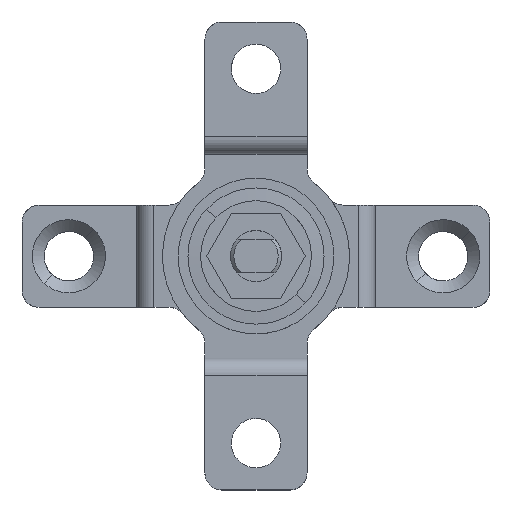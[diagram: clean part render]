
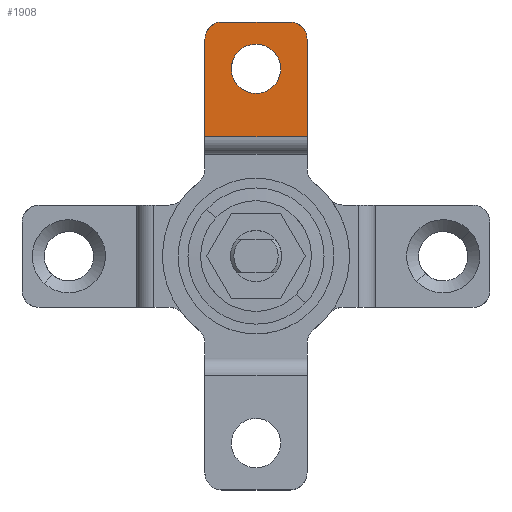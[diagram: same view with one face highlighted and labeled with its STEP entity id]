
A CAD part, top view. The second image highlights one B-rep face of the part: STEP entity #1908.
In plain terms, the highlighted free-form (B-spline) face has degree [1, 1] with [2, 2] control points.
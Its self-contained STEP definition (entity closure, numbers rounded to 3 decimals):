
#548=CARTESIAN_POINT('',(-1.959,24.138,21.));
#549=VERTEX_POINT('',#548);
#596=CARTESIAN_POINT('',(1.959,19.862,21.));
#597=VERTEX_POINT('',#596);
#603=CARTESIAN_POINT('',(2.9,22.0,21.));
#604=VERTEX_POINT('',#603);
#605=CARTESIAN_POINT('',(1.959,19.862,21.));
#606=CARTESIAN_POINT('',(2.125,20.014,21.));
#607=CARTESIAN_POINT('',(2.356,20.281,21.));
#608=CARTESIAN_POINT('',(2.617,20.725,21.));
#609=CARTESIAN_POINT('',(2.832,21.261,21.));
#610=CARTESIAN_POINT('',(2.9,21.712,21.));
#611=CARTESIAN_POINT('',(2.9,22.0,21.));
#612=B_SPLINE_CURVE_WITH_KNOTS('',3,(#605,#606,#607,#608,#609,#610,#611),.UNSPECIFIED.,.F.,.U.,(4,1,1,1,4),(0.,0.676,1.052,1.54,2.404),.UNSPECIFIED.);
#613=EDGE_CURVE('',#597,#604,#612,.T.);
#615=CARTESIAN_POINT('',(0.,24.9,21.));
#616=VERTEX_POINT('',#615);
#617=CARTESIAN_POINT('',(2.9,22.0,21.));
#618=CARTESIAN_POINT('',(2.9,22.225,21.));
#619=CARTESIAN_POINT('',(2.857,22.593,21.));
#620=CARTESIAN_POINT('',(2.67,23.183,21.));
#621=CARTESIAN_POINT('',(2.367,23.726,21.));
#622=CARTESIAN_POINT('',(1.917,24.204,21.));
#623=CARTESIAN_POINT('',(1.447,24.531,21.));
#624=CARTESIAN_POINT('',(1.025,24.724,21.));
#625=CARTESIAN_POINT('',(0.546,24.863,21.));
#626=CARTESIAN_POINT('',(0.214,24.9,21.));
#627=CARTESIAN_POINT('',(0.,24.9,21.));
#628=B_SPLINE_CURVE_WITH_KNOTS('',3,(#617,#618,#619,#620,#621,#622,#623,#624,#625,#626,#627),.UNSPECIFIED.,.F.,.U.,(4,1,1,1,1,1,1,1,4),(0.,0.676,1.103,1.851,2.527,3.061,3.559,3.915,4.555),.UNSPECIFIED.);
#629=EDGE_CURVE('',#604,#616,#628,.T.);
#631=CARTESIAN_POINT('',(0.,24.9,21.));
#632=CARTESIAN_POINT('',(-0.202,24.9,21.));
#633=CARTESIAN_POINT('',(-0.571,24.861,21.));
#634=CARTESIAN_POINT('',(-1.109,24.698,21.));
#635=CARTESIAN_POINT('',(-1.568,24.458,21.));
#636=CARTESIAN_POINT('',(-1.844,24.244,21.));
#637=CARTESIAN_POINT('',(-1.959,24.138,21.));
#638=B_SPLINE_CURVE_WITH_KNOTS('',3,(#631,#632,#633,#634,#635,#636,#637),.UNSPECIFIED.,.F.,.U.,(4,1,1,1,4),(0.,0.605,1.109,1.681,2.151),.UNSPECIFIED.);
#639=EDGE_CURVE('',#616,#549,#638,.T.);
#663=CARTESIAN_POINT('',(-2.9,22.0,21.));
#664=VERTEX_POINT('',#663);
#665=CARTESIAN_POINT('',(-1.959,24.138,21.));
#666=CARTESIAN_POINT('',(-2.199,23.918,21.));
#667=CARTESIAN_POINT('',(-2.519,23.507,21.));
#668=CARTESIAN_POINT('',(-2.829,22.764,21.));
#669=CARTESIAN_POINT('',(-2.9,22.288,21.));
#670=CARTESIAN_POINT('',(-2.9,22.0,21.));
#671=B_SPLINE_CURVE_WITH_KNOTS('',3,(#665,#666,#667,#668,#669,#670),.UNSPECIFIED.,.F.,.U.,(4,1,1,4),(0.,0.977,1.54,2.404),.UNSPECIFIED.);
#672=EDGE_CURVE('',#549,#664,#671,.T.);
#674=CARTESIAN_POINT('',(0.,19.1,21.));
#675=VERTEX_POINT('',#674);
#676=CARTESIAN_POINT('',(-2.9,22.0,21.));
#677=CARTESIAN_POINT('',(-2.9,21.68,21.));
#678=CARTESIAN_POINT('',(-2.819,21.193,21.));
#679=CARTESIAN_POINT('',(-2.568,20.627,21.));
#680=CARTESIAN_POINT('',(-2.285,20.187,21.));
#681=CARTESIAN_POINT('',(-1.941,19.822,21.));
#682=CARTESIAN_POINT('',(-1.479,19.487,21.));
#683=CARTESIAN_POINT('',(-0.995,19.255,21.));
#684=CARTESIAN_POINT('',(-0.475,19.124,21.));
#685=CARTESIAN_POINT('',(-0.142,19.1,21.));
#686=CARTESIAN_POINT('',(0.,19.1,21.));
#687=B_SPLINE_CURVE_WITH_KNOTS('',3,(#676,#677,#678,#679,#680,#681,#682,#683,#684,#685,#686),.UNSPECIFIED.,.F.,.U.,(4,1,1,1,1,1,1,1,4),(0.,0.961,1.459,1.851,2.527,2.954,3.559,4.128,4.555),.UNSPECIFIED.);
#688=EDGE_CURVE('',#664,#675,#687,.T.);
#690=CARTESIAN_POINT('',(0.,19.1,21.));
#691=CARTESIAN_POINT('',(0.235,19.1,21.));
#692=CARTESIAN_POINT('',(0.627,19.148,21.));
#693=CARTESIAN_POINT('',(1.117,19.313,21.));
#694=CARTESIAN_POINT('',(1.548,19.531,21.));
#695=CARTESIAN_POINT('',(1.811,19.726,21.));
#696=CARTESIAN_POINT('',(1.959,19.862,21.));
#697=B_SPLINE_CURVE_WITH_KNOTS('',3,(#690,#691,#692,#693,#694,#695,#696),.UNSPECIFIED.,.F.,.U.,(4,1,1,1,4),(0.,0.706,1.176,1.546,2.151),.UNSPECIFIED.);
#698=EDGE_CURVE('',#675,#597,#697,.T.);
#1600=CARTESIAN_POINT('',(6.0,25.5,21.));
#1601=VERTEX_POINT('',#1600);
#1602=CARTESIAN_POINT('',(4.0,27.5,21.));
#1603=VERTEX_POINT('',#1602);
#1604=CARTESIAN_POINT('',(6.0,25.5,21.));
#1605=CARTESIAN_POINT('',(6.,25.688,21.));
#1606=CARTESIAN_POINT('',(5.953,26.015,21.));
#1607=CARTESIAN_POINT('',(5.761,26.488,21.));
#1608=CARTESIAN_POINT('',(5.495,26.856,21.));
#1609=CARTESIAN_POINT('',(5.14,27.162,21.));
#1610=CARTESIAN_POINT('',(4.793,27.35,21.));
#1611=CARTESIAN_POINT('',(4.401,27.472,21.));
#1612=CARTESIAN_POINT('',(4.147,27.5,21.));
#1613=CARTESIAN_POINT('',(4.0,27.5,21.));
#1614=B_SPLINE_CURVE_WITH_KNOTS('',3,(#1604,#1605,#1606,#1607,#1608,#1609,#1610,#1611,#1612,#1613),.UNSPECIFIED.,.F.,.U.,(4,1,1,1,1,1,1,4),(0.,0.565,0.982,1.522,1.914,2.381,2.7,3.142),.UNSPECIFIED.);
#1615=EDGE_CURVE('',#1601,#1603,#1614,.T.);
#1660=CARTESIAN_POINT('',(-4.,27.5,21.));
#1661=VERTEX_POINT('',#1660);
#1662=CARTESIAN_POINT('',(-6.,25.5,21.));
#1663=VERTEX_POINT('',#1662);
#1664=CARTESIAN_POINT('',(-4.,27.5,21.));
#1665=CARTESIAN_POINT('',(-4.18,27.5,21.));
#1666=CARTESIAN_POINT('',(-4.474,27.46,21.));
#1667=CARTESIAN_POINT('',(-4.875,27.311,21.));
#1668=CARTESIAN_POINT('',(-5.234,27.096,21.));
#1669=CARTESIAN_POINT('',(-5.555,26.787,21.));
#1670=CARTESIAN_POINT('',(-5.786,26.427,21.));
#1671=CARTESIAN_POINT('',(-5.954,26.007,21.));
#1672=CARTESIAN_POINT('',(-6.,25.696,21.));
#1673=CARTESIAN_POINT('',(-6.,25.5,21.));
#1674=B_SPLINE_CURVE_WITH_KNOTS('',3,(#1664,#1665,#1666,#1667,#1668,#1669,#1670,#1671,#1672,#1673),.UNSPECIFIED.,.F.,.U.,(4,1,1,1,1,1,1,4),(0.,0.54,0.884,1.276,1.792,2.209,2.553,3.142),.UNSPECIFIED.);
#1675=EDGE_CURVE('',#1661,#1663,#1674,.T.);
#1867=CARTESIAN_POINT('',(6.599,13.326,21.));
#1868=CARTESIAN_POINT('',(-6.599,13.326,21.));
#1869=CARTESIAN_POINT('',(6.599,28.174,21.));
#1870=CARTESIAN_POINT('',(-6.599,28.174,21.));
#1871=B_SPLINE_SURFACE_WITH_KNOTS('',1,1,((#1867,#1869),(#1868,#1870)),.UNSPECIFIED.,.F.,.F.,.U.,(2,2),(2,2),(0.0,13.199),(0.0,14.849),.UNSPECIFIED.);
#1872=CARTESIAN_POINT('',(-4.,27.5,21.));
#1873=CARTESIAN_POINT('',(4.0,27.5,21.));
#1874=QUASI_UNIFORM_CURVE('',1,(#1872,#1873),.UNSPECIFIED.,.F.,.U.);
#1875=EDGE_CURVE('',#1661,#1603,#1874,.T.);
#1876=ORIENTED_EDGE('',*,*,#1875,.F.);
#1877=ORIENTED_EDGE('',*,*,#1675,.T.);
#1878=CARTESIAN_POINT('',(-6.,14.0,21.));
#1879=VERTEX_POINT('',#1878);
#1880=CARTESIAN_POINT('',(-6.,14.0,21.));
#1881=CARTESIAN_POINT('',(-6.,25.5,21.));
#1882=QUASI_UNIFORM_CURVE('',1,(#1880,#1881),.UNSPECIFIED.,.F.,.U.);
#1883=EDGE_CURVE('',#1879,#1663,#1882,.T.);
#1884=ORIENTED_EDGE('',*,*,#1883,.F.);
#1885=CARTESIAN_POINT('',(6.0,14.0,21.));
#1886=VERTEX_POINT('',#1885);
#1887=CARTESIAN_POINT('',(-6.,14.0,21.));
#1888=CARTESIAN_POINT('',(6.0,14.0,21.));
#1889=QUASI_UNIFORM_CURVE('',1,(#1887,#1888),.UNSPECIFIED.,.F.,.U.);
#1890=EDGE_CURVE('',#1879,#1886,#1889,.T.);
#1891=ORIENTED_EDGE('',*,*,#1890,.T.);
#1892=CARTESIAN_POINT('',(6.0,14.0,21.));
#1893=CARTESIAN_POINT('',(6.0,25.5,21.));
#1894=QUASI_UNIFORM_CURVE('',1,(#1892,#1893),.UNSPECIFIED.,.F.,.U.);
#1895=EDGE_CURVE('',#1886,#1601,#1894,.T.);
#1896=ORIENTED_EDGE('',*,*,#1895,.T.);
#1897=ORIENTED_EDGE('',*,*,#1615,.T.);
#1898=EDGE_LOOP('',(#1876,#1877,#1884,#1891,#1896,#1897));
#1899=FACE_OUTER_BOUND('',#1898,.T.);
#1900=ORIENTED_EDGE('',*,*,#688,.F.);
#1901=ORIENTED_EDGE('',*,*,#672,.F.);
#1902=ORIENTED_EDGE('',*,*,#639,.F.);
#1903=ORIENTED_EDGE('',*,*,#629,.F.);
#1904=ORIENTED_EDGE('',*,*,#613,.F.);
#1905=ORIENTED_EDGE('',*,*,#698,.F.);
#1906=EDGE_LOOP('',(#1900,#1901,#1902,#1903,#1904,#1905));
#1907=FACE_BOUND('',#1906,.T.);
#1908=ADVANCED_FACE('',(#1899,#1907),#1871,.F.);
